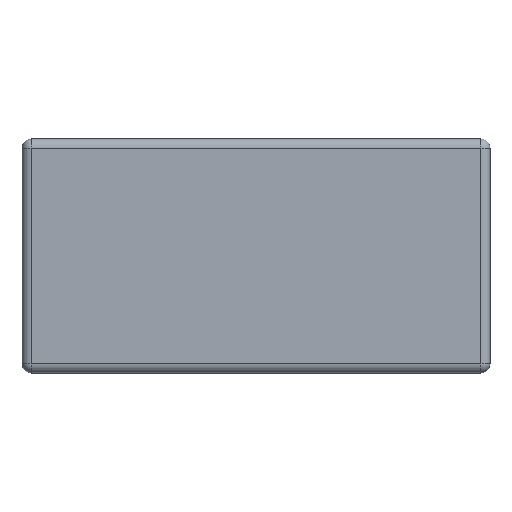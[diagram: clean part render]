
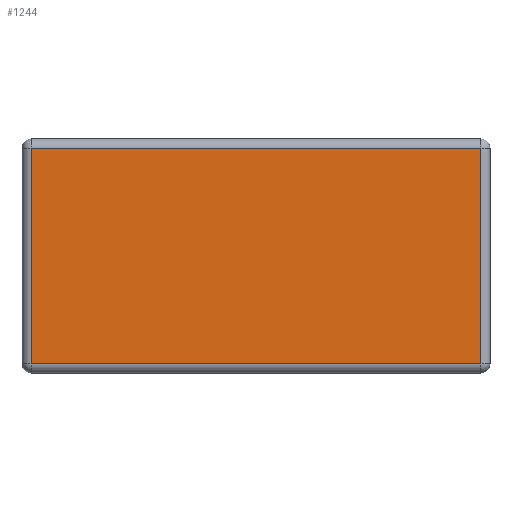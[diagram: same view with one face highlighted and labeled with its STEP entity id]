
A CAD part, top view. The second image highlights one B-rep face of the part: STEP entity #1244.
In plain terms, the highlighted planar face has unit normal (0, 0, 1).
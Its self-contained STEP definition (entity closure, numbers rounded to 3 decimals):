
#833=CARTESIAN_POINT('',(24.4,-11.7,11.3));
#834=VERTEX_POINT('',#833);
#859=CARTESIAN_POINT('',(-24.4,-11.7,11.3));
#860=VERTEX_POINT('',#859);
#903=CARTESIAN_POINT('',(24.4,11.7,11.3));
#904=VERTEX_POINT('',#903);
#929=CARTESIAN_POINT('',(-24.4,11.7,11.3));
#930=VERTEX_POINT('',#929);
#970=CARTESIAN_POINT('',(-24.4,11.7,11.3));
#971=DIRECTION('',(1.0,0.0,0.0));
#972=VECTOR('',#971,48.8);
#973=LINE('',#970,#972);
#974=EDGE_CURVE('',#930,#904,#973,.T.);
#1024=CARTESIAN_POINT('',(-24.4,-11.7,11.3));
#1025=DIRECTION('',(0.0,1.0,0.0));
#1026=VECTOR('',#1025,23.4);
#1027=LINE('',#1024,#1026);
#1028=EDGE_CURVE('',#860,#930,#1027,.T.);
#1078=CARTESIAN_POINT('',(24.4,11.7,11.3));
#1079=DIRECTION('',(0.0,-1.0,0.0));
#1080=VECTOR('',#1079,23.4);
#1081=LINE('',#1078,#1080);
#1082=EDGE_CURVE('',#904,#834,#1081,.T.);
#1132=CARTESIAN_POINT('',(24.4,-11.7,11.3));
#1133=DIRECTION('',(-1.0,0.0,0.0));
#1134=VECTOR('',#1133,48.8);
#1135=LINE('',#1132,#1134);
#1136=EDGE_CURVE('',#834,#860,#1135,.T.);
#1233=CARTESIAN_POINT('',(0.,0.,11.3));
#1234=DIRECTION('',(0.0,0.0,1.0));
#1235=DIRECTION('',(1.0,0.0,0.0));
#1236=AXIS2_PLACEMENT_3D('',#1233,#1234,#1235);
#1237=PLANE('',#1236);
#1238=ORIENTED_EDGE('',*,*,#974,.F.);
#1239=ORIENTED_EDGE('',*,*,#1028,.F.);
#1240=ORIENTED_EDGE('',*,*,#1136,.F.);
#1241=ORIENTED_EDGE('',*,*,#1082,.F.);
#1242=EDGE_LOOP('',(#1238,#1239,#1240,#1241));
#1243=FACE_OUTER_BOUND('',#1242,.T.);
#1244=ADVANCED_FACE('',(#1243),#1237,.T.);
